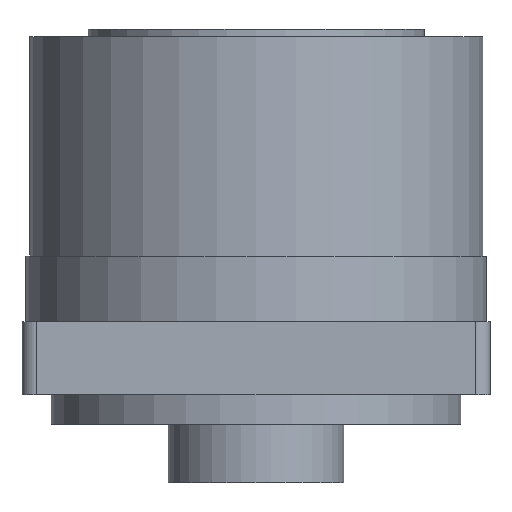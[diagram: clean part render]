
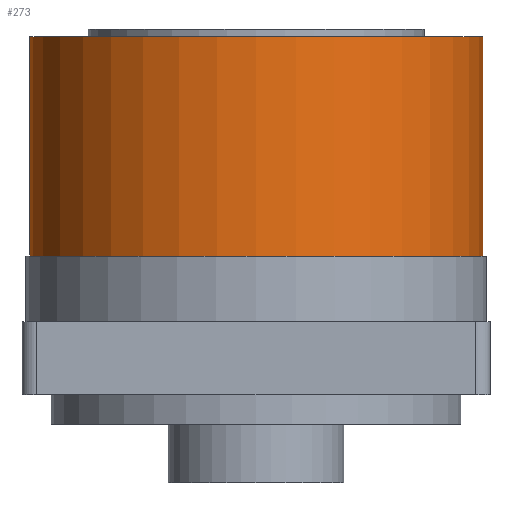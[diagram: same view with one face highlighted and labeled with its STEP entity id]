
A CAD part, front view. The second image highlights one B-rep face of the part: STEP entity #273.
In plain terms, the highlighted cylindrical face has radius 15.5 mm (diameter 31 mm), a full revolution.
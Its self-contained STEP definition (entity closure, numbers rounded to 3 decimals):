
#273=ADVANCED_FACE('',(#383,#384),#339,.T.);
#339=CYLINDRICAL_SURFACE('',#966,15.5);
#383=FACE_BOUND('',#485,.T.);
#384=FACE_BOUND('',#486,.T.);
#485=EDGE_LOOP('',(#599));
#486=EDGE_LOOP('',(#600));
#599=ORIENTED_EDGE('',*,*,#834,.T.);
#600=ORIENTED_EDGE('',*,*,#835,.T.);
#750=VERTEX_POINT('',#1398);
#751=VERTEX_POINT('',#1401);
#834=EDGE_CURVE('',#750,#750,#904,.T.);
#835=EDGE_CURVE('',#751,#751,#905,.T.);
#904=CIRCLE('',#963,15.5);
#905=CIRCLE('',#965,15.5);
#963=AXIS2_PLACEMENT_3D('',#1397,#1124,#1125);
#965=AXIS2_PLACEMENT_3D('',#1400,#1128,#1129);
#966=AXIS2_PLACEMENT_3D('',#1402,#1130,#1131);
#1124=DIRECTION('',(0.,0.,1.));
#1125=DIRECTION('',(-1.,0.,0.));
#1128=DIRECTION('',(0.,0.,-1.));
#1129=DIRECTION('',(-1.,0.,0.));
#1130=DIRECTION('',(0.,0.,-1.));
#1131=DIRECTION('',(-1.,0.,0.));
#1397=CARTESIAN_POINT('',(0.016,0.,11.5));
#1398=CARTESIAN_POINT('',(-15.484,0.,11.5));
#1400=CARTESIAN_POINT('',(0.016,0.,26.5));
#1401=CARTESIAN_POINT('',(-15.484,0.,26.5));
#1402=CARTESIAN_POINT('',(0.016,0.,19.));
